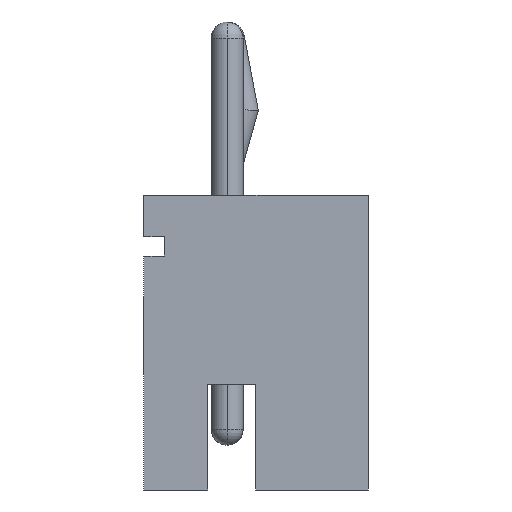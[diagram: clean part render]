
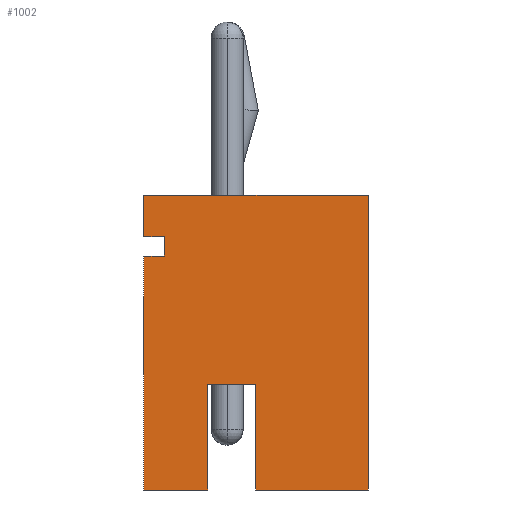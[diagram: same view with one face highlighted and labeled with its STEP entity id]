
A CAD part, left-side view. The second image highlights one B-rep face of the part: STEP entity #1002.
In plain terms, the highlighted planar face has unit normal (-1, 0, 0).
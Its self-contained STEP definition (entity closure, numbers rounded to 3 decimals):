
#9=DIRECTION('',(0.,-1.,0.));
#10=VECTOR('',#9,3.5);
#11=CARTESIAN_POINT('',(-8.25,1.75,2.3));
#12=LINE('',#11,#10);
#121=DIRECTION('',(0.,0.,1.));
#122=VECTOR('',#121,1.65);
#123=CARTESIAN_POINT('',(-8.25,0.75,-2.3));
#124=LINE('',#123,#122);
#125=DIRECTION('',(0.,-1.,0.));
#126=VECTOR('',#125,0.75);
#127=CARTESIAN_POINT('',(-8.25,0.75,-0.65));
#128=LINE('',#127,#126);
#133=DIRECTION('',(0.,0.,-1.));
#134=VECTOR('',#133,1.65);
#135=CARTESIAN_POINT('',(-8.25,0.,-0.65));
#136=LINE('',#135,#134);
#145=DIRECTION('',(0.,1.,0.));
#146=VECTOR('',#145,1.75);
#147=CARTESIAN_POINT('',(-8.25,-1.75,-2.3));
#148=LINE('',#147,#146);
#153=DIRECTION('',(0.,0.,-1.));
#154=VECTOR('',#153,4.6);
#155=CARTESIAN_POINT('',(-8.25,-1.75,2.3));
#156=LINE('',#155,#154);
#197=DIRECTION('',(0.,1.,0.));
#198=VECTOR('',#197,1.);
#199=CARTESIAN_POINT('',(-8.25,0.75,-2.3));
#200=LINE('',#199,#198);
#233=DIRECTION('',(0.,0.,1.));
#234=VECTOR('',#233,3.65);
#235=CARTESIAN_POINT('',(-8.25,1.75,-2.3));
#236=LINE('',#235,#234);
#245=DIRECTION('',(0.,-1.,0.));
#246=VECTOR('',#245,0.32);
#247=CARTESIAN_POINT('',(-8.25,1.75,1.35));
#248=LINE('',#247,#246);
#261=DIRECTION('',(0.,0.,1.));
#262=VECTOR('',#261,0.3);
#263=CARTESIAN_POINT('',(-8.25,1.43,1.35));
#264=LINE('',#263,#262);
#273=DIRECTION('',(0.,1.,0.));
#274=VECTOR('',#273,0.32);
#275=CARTESIAN_POINT('',(-8.25,1.43,1.65));
#276=LINE('',#275,#274);
#285=DIRECTION('',(0.,0.,1.));
#286=VECTOR('',#285,0.65);
#287=CARTESIAN_POINT('',(-8.25,1.75,1.65));
#288=LINE('',#287,#286);
#673=CARTESIAN_POINT('',(-8.25,0.75,-2.3));
#674=CARTESIAN_POINT('',(-8.25,0.75,-0.65));
#675=VERTEX_POINT('',#673);
#676=VERTEX_POINT('',#674);
#677=CARTESIAN_POINT('',(-8.25,0.,-0.65));
#678=VERTEX_POINT('',#677);
#679=CARTESIAN_POINT('',(-8.25,0.,-2.3));
#680=VERTEX_POINT('',#679);
#681=CARTESIAN_POINT('',(-8.25,-1.75,-2.3));
#682=VERTEX_POINT('',#681);
#683=CARTESIAN_POINT('',(-8.25,-1.75,2.3));
#684=VERTEX_POINT('',#683);
#685=CARTESIAN_POINT('',(-8.25,1.75,2.3));
#686=VERTEX_POINT('',#685);
#687=CARTESIAN_POINT('',(-8.25,1.75,1.65));
#688=VERTEX_POINT('',#687);
#689=CARTESIAN_POINT('',(-8.25,1.43,1.65));
#690=VERTEX_POINT('',#689);
#691=CARTESIAN_POINT('',(-8.25,1.43,1.35));
#692=VERTEX_POINT('',#691);
#693=CARTESIAN_POINT('',(-8.25,1.75,1.35));
#694=VERTEX_POINT('',#693);
#695=CARTESIAN_POINT('',(-8.25,1.75,-2.3));
#696=VERTEX_POINT('',#695);
#972=CARTESIAN_POINT('',(-8.25,0.,0.));
#973=DIRECTION('',(1.,0.,0.));
#974=DIRECTION('',(0.,-1.,0.));
#975=AXIS2_PLACEMENT_3D('',#972,#973,#974);
#976=PLANE('',#975);
#978=ORIENTED_EDGE('',*,*,#977,.F.);
#980=ORIENTED_EDGE('',*,*,#979,.T.);
#982=ORIENTED_EDGE('',*,*,#981,.T.);
#984=ORIENTED_EDGE('',*,*,#983,.T.);
#986=ORIENTED_EDGE('',*,*,#985,.T.);
#988=ORIENTED_EDGE('',*,*,#987,.T.);
#990=ORIENTED_EDGE('',*,*,#989,.T.);
#991=ORIENTED_EDGE('',*,*,#902,.T.);
#993=ORIENTED_EDGE('',*,*,#992,.T.);
#995=ORIENTED_EDGE('',*,*,#994,.T.);
#997=ORIENTED_EDGE('',*,*,#996,.F.);
#999=ORIENTED_EDGE('',*,*,#998,.F.);
#1000=EDGE_LOOP('',(#978,#980,#982,#984,#986,#988,#990,#991,#993,#995,#997,
#999));
#1001=FACE_OUTER_BOUND('',#1000,.F.);
#1002=ADVANCED_FACE('',(#1001),#976,.F.);
#902=EDGE_CURVE('',#686,#684,#12,.T.);
#977=EDGE_CURVE('',#675,#676,#124,.T.);
#979=EDGE_CURVE('',#675,#696,#200,.T.);
#981=EDGE_CURVE('',#696,#694,#236,.T.);
#983=EDGE_CURVE('',#694,#692,#248,.T.);
#985=EDGE_CURVE('',#692,#690,#264,.T.);
#987=EDGE_CURVE('',#690,#688,#276,.T.);
#989=EDGE_CURVE('',#688,#686,#288,.T.);
#992=EDGE_CURVE('',#684,#682,#156,.T.);
#994=EDGE_CURVE('',#682,#680,#148,.T.);
#996=EDGE_CURVE('',#678,#680,#136,.T.);
#998=EDGE_CURVE('',#676,#678,#128,.T.);
